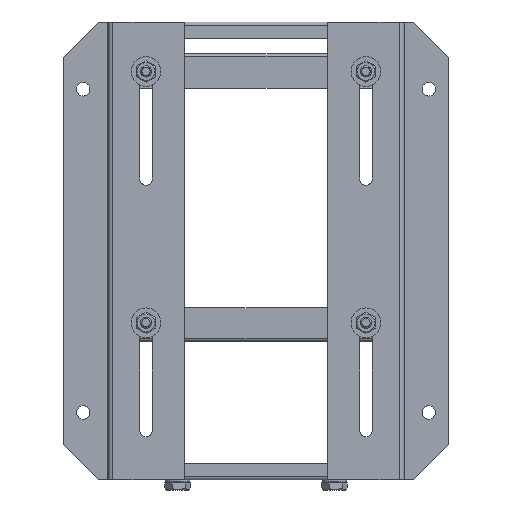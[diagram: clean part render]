
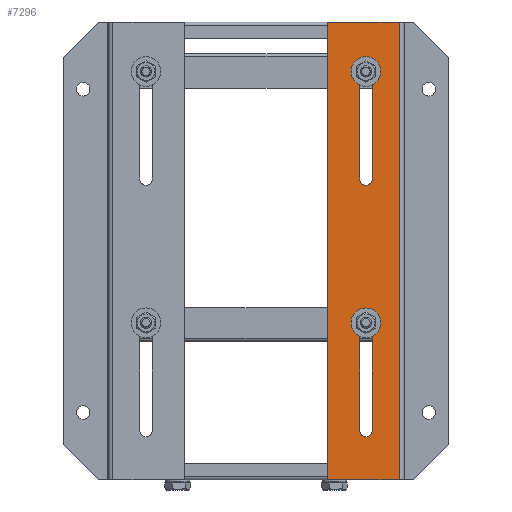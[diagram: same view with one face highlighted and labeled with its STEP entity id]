
A CAD part, front view. The second image highlights one B-rep face of the part: STEP entity #7296.
In plain terms, the highlighted planar face has unit normal (0, -1, 0).
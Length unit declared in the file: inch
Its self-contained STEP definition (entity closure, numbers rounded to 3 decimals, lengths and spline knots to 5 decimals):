
#60 = CARTESIAN_POINT ( 'NONE',  ( 12.75542, -1.03844, -4.00394 ) ) ;
#125 = DIRECTION ( 'NONE',  ( 0., 0., -1. ) ) ;
#129 = CARTESIAN_POINT ( 'NONE',  ( 14.88141, -1.03844, -12.75 ) ) ;
#170 = CARTESIAN_POINT ( 'NONE',  ( 13.10582, -1.03844, 4.00394 ) ) ;
#614 = CIRCLE ( 'NONE', #5582, 0.35039 ) ;
#673 = FACE_BOUND ( 'NONE', #3210, .T. ) ;
#790 = VERTEX_POINT ( 'NONE', #10955 ) ;
#917 = DIRECTION ( 'NONE',  ( 0., 1., 0. ) ) ;
#1122 = EDGE_CURVE ( 'NONE', #13861, #16443, #4728, .T. ) ;
#1243 = CARTESIAN_POINT ( 'NONE',  ( 12.40503, -1.03844, -9.99606 ) ) ;
#1399 = EDGE_CURVE ( 'NONE', #9577, #3887, #614, .T. ) ;
#1516 = EDGE_CURVE ( 'NONE', #19367, #19358, #10717, .T. ) ;
#1637 = VERTEX_POINT ( 'NONE', #6192 ) ;
#1671 = DIRECTION ( 'NONE',  ( 0., 1., 0. ) ) ;
#1695 = CARTESIAN_POINT ( 'NONE',  ( 14.60241, -1.03844, -12.75 ) ) ;
#2108 = VECTOR ( 'NONE', #14077, 39.37008 ) ;
#2718 = VECTOR ( 'NONE', #125, 39.37008 ) ;
#2987 = ORIENTED_EDGE ( 'NONE', *, *, #11138, .T. ) ;
#3162 = CARTESIAN_POINT ( 'NONE',  ( 12.40503, -1.03844, 4.00394 ) ) ;
#3210 = EDGE_LOOP ( 'NONE', ( #2987, #15207, #13996, #20014, #3926 ) ) ;
#3297 = DIRECTION ( 'NONE',  ( 0., 0., -1. ) ) ;
#3555 = VECTOR ( 'NONE', #5319, 39.37008 ) ;
#3671 = DIRECTION ( 'NONE',  ( 0., 0., 1. ) ) ;
#3775 = LINE ( 'NONE', #11597, #13341 ) ;
#3842 = ORIENTED_EDGE ( 'NONE', *, *, #20145, .T. ) ;
#3859 = CIRCLE ( 'NONE', #10105, 0.35039 ) ;
#3887 = VERTEX_POINT ( 'NONE', #1243 ) ;
#3926 = ORIENTED_EDGE ( 'NONE', *, *, #1399, .T. ) ;
#4097 = DIRECTION ( 'NONE',  ( 0., 1., 0. ) ) ;
#4506 = VERTEX_POINT ( 'NONE', #16152 ) ;
#4728 = CIRCLE ( 'NONE', #5841, 0.35039 ) ;
#4761 = CARTESIAN_POINT ( 'NONE',  ( 12.40503, -1.03844, 4.00394 ) ) ;
#4943 = CARTESIAN_POINT ( 'NONE',  ( 13.10582, -1.03844, -4.00394 ) ) ;
#4960 = DIRECTION ( 'NONE',  ( 0., 1., 0. ) ) ;
#5027 = CARTESIAN_POINT ( 'NONE',  ( 14.60241, -1.03844, -12.75 ) ) ;
#5319 = DIRECTION ( 'NONE',  ( 1., 0., 0. ) ) ;
#5582 = AXIS2_PLACEMENT_3D ( 'NONE', #11756, #15110, #11826 ) ;
#5714 = DIRECTION ( 'NONE',  ( 0., 0., 1. ) ) ;
#5751 = FACE_OUTER_BOUND ( 'NONE', #12125, .T. ) ;
#5801 = DIRECTION ( 'NONE',  ( 0., 0., 1. ) ) ;
#5841 = AXIS2_PLACEMENT_3D ( 'NONE', #20159, #917, #7846 ) ;
#5880 = CARTESIAN_POINT ( 'NONE',  ( 12.75542, -1.03844, 9.99606 ) ) ;
#5954 = VECTOR ( 'NONE', #8387, 39.37008 ) ;
#6070 = ORIENTED_EDGE ( 'NONE', *, *, #17443, .T. ) ;
#6192 = CARTESIAN_POINT ( 'NONE',  ( 10.62944, -1.03844, 12.75 ) ) ;
#6365 = DIRECTION ( 'NONE',  ( 0., 0., 1. ) ) ;
#6383 = CARTESIAN_POINT ( 'NONE',  ( 12.75542, -1.03844, -4.00394 ) ) ;
#6417 = LINE ( 'NONE', #17071, #2108 ) ;
#6635 = VERTEX_POINT ( 'NONE', #15652 ) ;
#6845 = ORIENTED_EDGE ( 'NONE', *, *, #1122, .T. ) ;
#6875 = EDGE_CURVE ( 'NONE', #790, #14467, #10680, .T. ) ;
#6914 = VECTOR ( 'NONE', #20388, 39.37008 ) ;
#7103 = EDGE_CURVE ( 'NONE', #16443, #15739, #20618, .T. ) ;
#7296 = ADVANCED_FACE ( 'NONE', ( #5751, #673, #11524 ), #20664, .T. ) ;
#7846 = DIRECTION ( 'NONE',  ( 0., 0., 1. ) ) ;
#8047 = DIRECTION ( 'NONE',  ( 0., 0., 1. ) ) ;
#8387 = DIRECTION ( 'NONE',  ( 0., 0., 1. ) ) ;
#8603 = EDGE_LOOP ( 'NONE', ( #6845, #17535, #9394, #17213, #6070 ) ) ;
#9394 = ORIENTED_EDGE ( 'NONE', *, *, #10969, .T. ) ;
#9577 = VERTEX_POINT ( 'NONE', #10488 ) ;
#10077 = VERTEX_POINT ( 'NONE', #17076 ) ;
#10105 = AXIS2_PLACEMENT_3D ( 'NONE', #60, #1671, #12955 ) ;
#10369 = ORIENTED_EDGE ( 'NONE', *, *, #20715, .F. ) ;
#10488 = CARTESIAN_POINT ( 'NONE',  ( 13.10582, -1.03844, -9.99606 ) ) ;
#10680 = CIRCLE ( 'NONE', #13376, 0.35039 ) ;
#10698 = AXIS2_PLACEMENT_3D ( 'NONE', #20361, #15551, #5714 ) ;
#10717 = CIRCLE ( 'NONE', #10698, 0.35039 ) ;
#10955 = CARTESIAN_POINT ( 'NONE',  ( 12.40503, -1.03844, -4.00394 ) ) ;
#10969 = EDGE_CURVE ( 'NONE', #15739, #19367, #17320, .T. ) ;
#11138 = EDGE_CURVE ( 'NONE', #3887, #790, #6417, .T. ) ;
#11193 = DIRECTION ( 'NONE',  ( 0., -1., 0. ) ) ;
#11524 = FACE_BOUND ( 'NONE', #8603, .T. ) ;
#11597 = CARTESIAN_POINT ( 'NONE',  ( 10.62944, -1.03844, -12.75 ) ) ;
#11756 = CARTESIAN_POINT ( 'NONE',  ( 12.75542, -1.03844, -9.99606 ) ) ;
#11826 = DIRECTION ( 'NONE',  ( 0., 0., 1. ) ) ;
#11890 = ORIENTED_EDGE ( 'NONE', *, *, #15623, .T. ) ;
#11982 = CARTESIAN_POINT ( 'NONE',  ( 14.91041, -1.03844, -12.75 ) ) ;
#12120 = CARTESIAN_POINT ( 'NONE',  ( 13.10582, -1.03844, 9.99606 ) ) ;
#12125 = EDGE_LOOP ( 'NONE', ( #3842, #11890, #19991, #10369 ) ) ;
#12955 = DIRECTION ( 'NONE',  ( 0., 0., 1. ) ) ;
#12959 = LINE ( 'NONE', #13991, #6914 ) ;
#13077 = LINE ( 'NONE', #4761, #14357 ) ;
#13341 = VECTOR ( 'NONE', #3671, 39.37008 ) ;
#13376 = AXIS2_PLACEMENT_3D ( 'NONE', #6383, #4960, #16283 ) ;
#13737 = EDGE_CURVE ( 'NONE', #1637, #4506, #12959, .T. ) ;
#13861 = VERTEX_POINT ( 'NONE', #17545 ) ;
#13943 = AXIS2_PLACEMENT_3D ( 'NONE', #129, #11193, #6365 ) ;
#13991 = CARTESIAN_POINT ( 'NONE',  ( 14.63141, -1.03844, 12.75 ) ) ;
#13996 = ORIENTED_EDGE ( 'NONE', *, *, #16413, .T. ) ;
#14077 = DIRECTION ( 'NONE',  ( 0., 0., 1. ) ) ;
#14357 = VECTOR ( 'NONE', #8047, 39.37008 ) ;
#14467 = VERTEX_POINT ( 'NONE', #20648 ) ;
#14771 = LINE ( 'NONE', #5027, #5954 ) ;
#15110 = DIRECTION ( 'NONE',  ( 0., 1., 0. ) ) ;
#15207 = ORIENTED_EDGE ( 'NONE', *, *, #6875, .T. ) ;
#15273 = VECTOR ( 'NONE', #3297, 39.37008 ) ;
#15551 = DIRECTION ( 'NONE',  ( 0., 1., 0. ) ) ;
#15623 = EDGE_CURVE ( 'NONE', #18598, #4506, #14771, .T. ) ;
#15652 = CARTESIAN_POINT ( 'NONE',  ( 13.10582, -1.03844, -4.00394 ) ) ;
#15739 = VERTEX_POINT ( 'NONE', #12120 ) ;
#16152 = CARTESIAN_POINT ( 'NONE',  ( 14.60241, -1.03844, 12.75 ) ) ;
#16202 = LINE ( 'NONE', #11982, #3555 ) ;
#16283 = DIRECTION ( 'NONE',  ( 0., 0., 1. ) ) ;
#16413 = EDGE_CURVE ( 'NONE', #14467, #6635, #3859, .T. ) ;
#16443 = VERTEX_POINT ( 'NONE', #19794 ) ;
#16521 = AXIS2_PLACEMENT_3D ( 'NONE', #5880, #4097, #5801 ) ;
#17071 = CARTESIAN_POINT ( 'NONE',  ( 12.40503, -1.03844, -4.00394 ) ) ;
#17076 = CARTESIAN_POINT ( 'NONE',  ( 10.62944, -1.03844, -12.75 ) ) ;
#17213 = ORIENTED_EDGE ( 'NONE', *, *, #1516, .T. ) ;
#17320 = LINE ( 'NONE', #170, #15273 ) ;
#17443 = EDGE_CURVE ( 'NONE', #19358, #13861, #13077, .T. ) ;
#17535 = ORIENTED_EDGE ( 'NONE', *, *, #7103, .T. ) ;
#17545 = CARTESIAN_POINT ( 'NONE',  ( 12.40503, -1.03844, 9.99606 ) ) ;
#18038 = EDGE_CURVE ( 'NONE', #6635, #9577, #18685, .T. ) ;
#18598 = VERTEX_POINT ( 'NONE', #1695 ) ;
#18685 = LINE ( 'NONE', #4943, #2718 ) ;
#19081 = CARTESIAN_POINT ( 'NONE',  ( 13.10582, -1.03844, 4.00394 ) ) ;
#19358 = VERTEX_POINT ( 'NONE', #3162 ) ;
#19367 = VERTEX_POINT ( 'NONE', #19081 ) ;
#19794 = CARTESIAN_POINT ( 'NONE',  ( 12.75542, -1.03844, 10.34646 ) ) ;
#19991 = ORIENTED_EDGE ( 'NONE', *, *, #13737, .F. ) ;
#20014 = ORIENTED_EDGE ( 'NONE', *, *, #18038, .T. ) ;
#20145 = EDGE_CURVE ( 'NONE', #10077, #18598, #16202, .T. ) ;
#20159 = CARTESIAN_POINT ( 'NONE',  ( 12.75542, -1.03844, 9.99606 ) ) ;
#20361 = CARTESIAN_POINT ( 'NONE',  ( 12.75542, -1.03844, 4.00394 ) ) ;
#20388 = DIRECTION ( 'NONE',  ( 1., 0., 0. ) ) ;
#20618 = CIRCLE ( 'NONE', #16521, 0.35039 ) ;
#20648 = CARTESIAN_POINT ( 'NONE',  ( 12.75542, -1.03844, -3.65354 ) ) ;
#20664 = PLANE ( 'NONE',  #13943 ) ;
#20715 = EDGE_CURVE ( 'NONE', #10077, #1637, #3775, .T. ) ;
